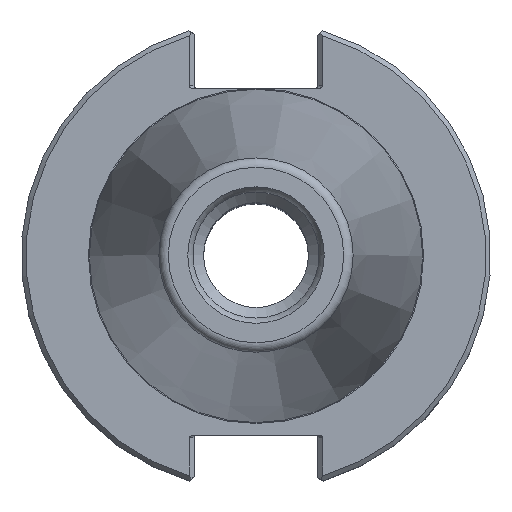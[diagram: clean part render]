
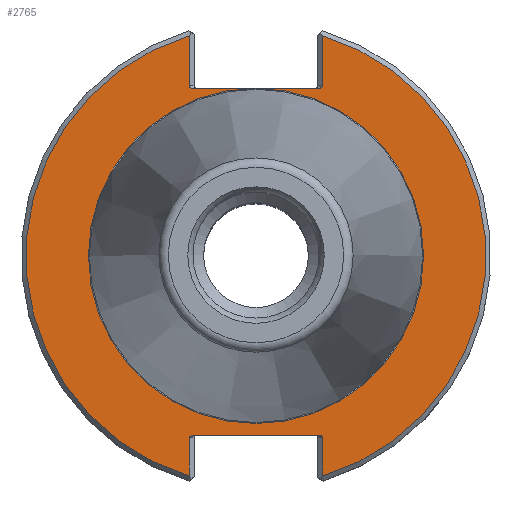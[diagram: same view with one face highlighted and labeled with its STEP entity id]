
A CAD part, top view. The second image highlights one B-rep face of the part: STEP entity #2765.
In plain terms, the highlighted planar face has unit normal (0, 0, 1).
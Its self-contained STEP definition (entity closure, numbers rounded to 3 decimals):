
#24=ELLIPSE('',#2951,0.707,0.5);
#25=ELLIPSE('',#2953,0.707,0.5);
#33=ELLIPSE('',#2981,0.707,0.5);
#34=ELLIPSE('',#2983,0.707,0.5);
#76=LINE('',#4233,#149);
#77=LINE('',#4242,#150);
#82=LINE('',#4261,#155);
#83=LINE('',#4270,#156);
#93=LINE('',#4304,#166);
#104=LINE('',#4351,#177);
#149=VECTOR('',#3373,1000.);
#150=VECTOR('',#3380,1000.);
#155=VECTOR('',#3395,1000.);
#156=VECTOR('',#3402,1000.);
#166=VECTOR('',#3428,1000.);
#177=VECTOR('',#3473,1000.);
#344=PLANE('',#2982);
#781=ORIENTED_EDGE('',*,*,#1039,.T.);
#782=ORIENTED_EDGE('',*,*,#1037,.T.);
#783=ORIENTED_EDGE('',*,*,#1033,.T.);
#784=ORIENTED_EDGE('',*,*,#1054,.F.);
#785=ORIENTED_EDGE('',*,*,#1031,.T.);
#786=ORIENTED_EDGE('',*,*,#1029,.T.);
#787=ORIENTED_EDGE('',*,*,#1027,.T.);
#788=ORIENTED_EDGE('',*,*,#1026,.T.);
#789=ORIENTED_EDGE('',*,*,#1073,.T.);
#790=ORIENTED_EDGE('',*,*,#1075,.F.);
#791=ORIENTED_EDGE('',*,*,#1076,.T.);
#792=ORIENTED_EDGE('',*,*,#1040,.T.);
#793=ORIENTED_EDGE('',*,*,#1023,.F.);
#1023=EDGE_CURVE('',#1234,#1234,#1346,.T.);
#1026=EDGE_CURVE('',#1235,#1236,#76,.T.);
#1027=EDGE_CURVE('',#1237,#1235,#1347,.T.);
#1029=EDGE_CURVE('',#1238,#1237,#77,.T.);
#1031=EDGE_CURVE('',#1239,#1238,#24,.F.);
#1033=EDGE_CURVE('',#1240,#1241,#25,.F.);
#1037=EDGE_CURVE('',#1242,#1240,#82,.T.);
#1039=EDGE_CURVE('',#1243,#1242,#1348,.T.);
#1040=EDGE_CURVE('',#1244,#1243,#83,.T.);
#1054=EDGE_CURVE('',#1239,#1241,#93,.T.);
#1073=EDGE_CURVE('',#1236,#1262,#33,.F.);
#1075=EDGE_CURVE('',#1263,#1262,#104,.T.);
#1076=EDGE_CURVE('',#1263,#1244,#34,.F.);
#1234=VERTEX_POINT('',#4224);
#1235=VERTEX_POINT('',#4230);
#1236=VERTEX_POINT('',#4232);
#1237=VERTEX_POINT('',#4236);
#1238=VERTEX_POINT('',#4243);
#1239=VERTEX_POINT('',#4247);
#1240=VERTEX_POINT('',#4251);
#1241=VERTEX_POINT('',#4252);
#1242=VERTEX_POINT('',#4260);
#1243=VERTEX_POINT('',#4267);
#1244=VERTEX_POINT('',#4271);
#1262=VERTEX_POINT('',#4348);
#1263=VERTEX_POINT('',#4352);
#1346=CIRCLE('',#2945,35.118);
#1347=CIRCLE('',#2948,48.21);
#1348=CIRCLE('',#2956,48.21);
#1523=EDGE_LOOP('',(#781,#782,#783,#784,#785,#786,#787,#788,#789,#790,#791,
#792));
#1524=EDGE_LOOP('',(#793));
#1711=FACE_BOUND('',#1523,.T.);
#1712=FACE_BOUND('',#1524,.T.);
#2765=ADVANCED_FACE('',(#1711,#1712),#344,.T.);
#2945=AXIS2_PLACEMENT_3D('',#4223,#3368,#3369);
#2948=AXIS2_PLACEMENT_3D('',#4235,#3376,#3377);
#2951=AXIS2_PLACEMENT_3D('',#4246,#3384,#3385);
#2953=AXIS2_PLACEMENT_3D('',#4250,#3389,#3390);
#2956=AXIS2_PLACEMENT_3D('',#4268,#3398,#3399);
#2981=AXIS2_PLACEMENT_3D('',#4347,#3468,#3469);
#2982=AXIS2_PLACEMENT_3D('',#4350,#3471,#3472);
#2983=AXIS2_PLACEMENT_3D('',#4353,#3474,#3475);
#3368=DIRECTION('',(0.,0.,1.));
#3369=DIRECTION('',(1.,0.,0.));
#3373=DIRECTION('',(0.,-1.,0.));
#3376=DIRECTION('',(0.,0.,1.));
#3377=DIRECTION('',(1.,0.,0.));
#3380=DIRECTION('',(0.,-1.,0.));
#3384=DIRECTION('',(0.,0.,1.));
#3385=DIRECTION('',(1.,0.,0.));
#3389=DIRECTION('',(0.,0.,1.));
#3390=DIRECTION('',(1.,0.,0.));
#3395=DIRECTION('',(0.,1.,0.));
#3398=DIRECTION('',(0.,0.,1.));
#3399=DIRECTION('',(1.,0.,0.));
#3402=DIRECTION('',(0.,1.,0.));
#3428=DIRECTION('',(-1.,0.,0.));
#3468=DIRECTION('',(0.,0.,1.));
#3469=DIRECTION('',(-1.,0.,0.));
#3471=DIRECTION('',(0.,0.,1.));
#3472=DIRECTION('',(1.,0.,0.));
#3473=DIRECTION('',(1.,0.,0.));
#3474=DIRECTION('',(0.,0.,1.));
#3475=DIRECTION('',(-1.,0.,0.));
#4223=CARTESIAN_POINT('',(0.,0.,-3.17));
#4224=CARTESIAN_POINT('',(35.118,0.,-3.17));
#4230=CARTESIAN_POINT('',(13.955,46.146,-3.17));
#4232=CARTESIAN_POINT('',(13.955,35.66,-3.17));
#4233=CARTESIAN_POINT('',(13.955,35.16,-3.17));
#4235=CARTESIAN_POINT('',(0.,0.,-3.17));
#4236=CARTESIAN_POINT('',(13.955,-46.146,-3.17));
#4242=CARTESIAN_POINT('',(13.955,-47.619,-3.17));
#4243=CARTESIAN_POINT('',(13.955,-38.07,-3.17));
#4246=CARTESIAN_POINT('',(13.248,-38.07,-3.17));
#4247=CARTESIAN_POINT('',(13.248,-37.57,-3.17));
#4250=CARTESIAN_POINT('',(-13.248,-38.07,-3.17));
#4251=CARTESIAN_POINT('',(-13.955,-38.07,-3.17));
#4252=CARTESIAN_POINT('',(-13.248,-37.57,-3.17));
#4260=CARTESIAN_POINT('',(-13.955,-46.146,-3.17));
#4261=CARTESIAN_POINT('',(-13.955,-37.57,-3.17));
#4267=CARTESIAN_POINT('',(-13.955,46.146,-3.17));
#4268=CARTESIAN_POINT('',(0.,0.,-3.17));
#4270=CARTESIAN_POINT('',(-13.955,47.619,-3.17));
#4271=CARTESIAN_POINT('',(-13.955,35.66,-3.17));
#4304=CARTESIAN_POINT('',(12.955,-37.57,-3.17));
#4347=CARTESIAN_POINT('',(13.248,35.66,-3.17));
#4348=CARTESIAN_POINT('',(13.248,35.16,-3.17));
#4350=CARTESIAN_POINT('',(35.118,0.,-3.17));
#4351=CARTESIAN_POINT('',(-12.955,35.16,-3.17));
#4352=CARTESIAN_POINT('',(-13.248,35.16,-3.17));
#4353=CARTESIAN_POINT('',(-13.248,35.66,-3.17));
